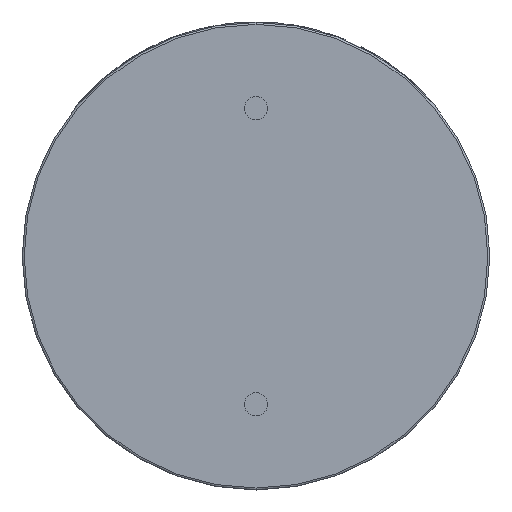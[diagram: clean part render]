
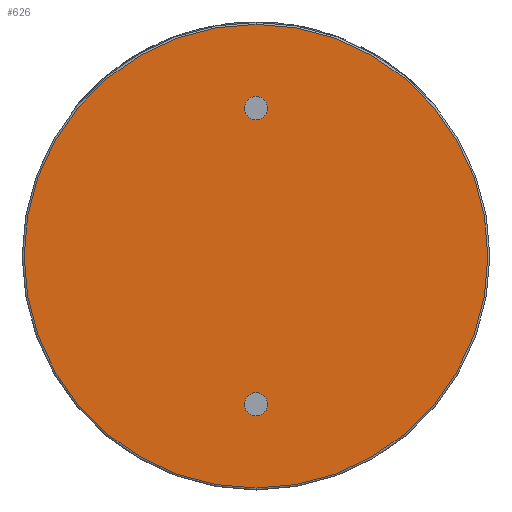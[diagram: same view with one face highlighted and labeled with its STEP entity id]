
A CAD part, front view. The second image highlights one B-rep face of the part: STEP entity #626.
In plain terms, the highlighted planar face has unit normal (0, -1, 0).
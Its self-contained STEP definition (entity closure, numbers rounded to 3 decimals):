
#626 = ADVANCED_FACE ( 'NONE', ( #782 ), #4908, .T. ) ;
#663 = DIRECTION ( 'NONE',  ( 0., 0., -1. ) ) ;
#782 = FACE_OUTER_BOUND ( 'NONE', #7335, .T. ) ;
#909 = ORIENTED_EDGE ( 'NONE', *, *, #9388, .T. ) ;
#1573 = ORIENTED_EDGE ( 'NONE', *, *, #5963, .T. ) ;
#1974 = CIRCLE ( 'NONE', #5436, 5.95 ) ;
#2138 = CARTESIAN_POINT ( 'NONE',  ( 0., 0., 5.95 ) ) ;
#2627 = DIRECTION ( 'NONE',  ( 0., -1., 0. ) ) ;
#4009 = CIRCLE ( 'NONE', #5801, 5.95 ) ;
#4181 = DIRECTION ( 'NONE',  ( 0., 0., -1. ) ) ;
#4908 = PLANE ( 'NONE',  #6335 ) ;
#5080 = DIRECTION ( 'NONE',  ( 0., -1., 0. ) ) ;
#5436 = AXIS2_PLACEMENT_3D ( 'NONE', #7041, #2627, #7793 ) ;
#5801 = AXIS2_PLACEMENT_3D ( 'NONE', #9506, #5080, #663 ) ;
#5963 = EDGE_CURVE ( 'NONE', #8415, #7048, #1974, .T. ) ;
#6335 = AXIS2_PLACEMENT_3D ( 'NONE', #7125, #8630, #4181 ) ;
#7041 = CARTESIAN_POINT ( 'NONE',  ( 0., 0., 0. ) ) ;
#7048 = VERTEX_POINT ( 'NONE', #9065 ) ;
#7125 = CARTESIAN_POINT ( 'NONE',  ( 0., 0., 0. ) ) ;
#7335 = EDGE_LOOP ( 'NONE', ( #909, #1573 ) ) ;
#7793 = DIRECTION ( 'NONE',  ( 0., 0., -1. ) ) ;
#8415 = VERTEX_POINT ( 'NONE', #2138 ) ;
#8630 = DIRECTION ( 'NONE',  ( 0., -1., 0. ) ) ;
#9065 = CARTESIAN_POINT ( 'NONE',  ( 0., 0., -5.95 ) ) ;
#9388 = EDGE_CURVE ( 'NONE', #7048, #8415, #4009, .T. ) ;
#9506 = CARTESIAN_POINT ( 'NONE',  ( 0., 0., 0. ) ) ;
